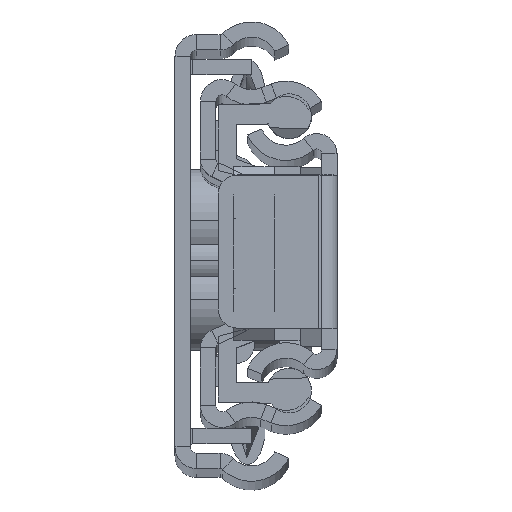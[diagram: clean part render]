
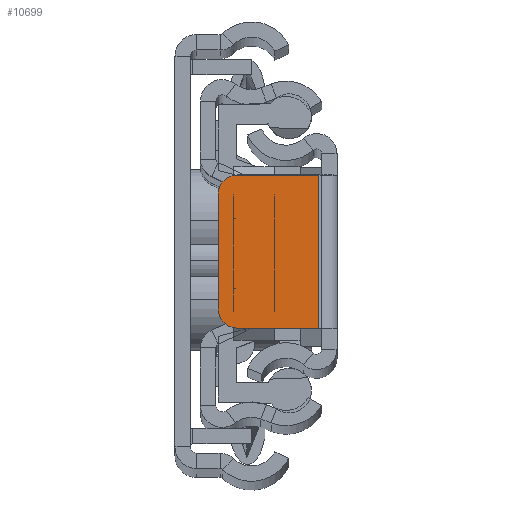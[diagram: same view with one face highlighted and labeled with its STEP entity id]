
A CAD part, top view. The second image highlights one B-rep face of the part: STEP entity #10699.
In plain terms, the highlighted planar face has unit normal (0, 0, 1).
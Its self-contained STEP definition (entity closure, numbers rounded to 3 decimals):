
#411 = DIRECTION ( 'NONE',  ( 1., 0., 0. ) ) ;
#568 = VECTOR ( 'NONE', #411, 1000. ) ;
#578 = VECTOR ( 'NONE', #14273, 1000. ) ;
#1012 = EDGE_CURVE ( 'NONE', #3146, #2872, #3486, .T. ) ;
#1251 = CARTESIAN_POINT ( 'NONE',  ( 0., 6., 0. ) ) ;
#1338 = LINE ( 'NONE', #9537, #13707 ) ;
#1381 = PLANE ( 'NONE',  #18531 ) ;
#1619 = VECTOR ( 'NONE', #18625, 1000. ) ;
#1957 = ORIENTED_EDGE ( 'NONE', *, *, #13869, .T. ) ;
#2571 = VERTEX_POINT ( 'NONE', #20667 ) ;
#2872 = VERTEX_POINT ( 'NONE', #13486 ) ;
#2970 = ORIENTED_EDGE ( 'NONE', *, *, #18255, .T. ) ;
#3079 = DIRECTION ( 'NONE',  ( -1., 0., 0. ) ) ;
#3146 = VERTEX_POINT ( 'NONE', #21064 ) ;
#3340 = EDGE_CURVE ( 'NONE', #11046, #2571, #11273, .T. ) ;
#3486 = LINE ( 'NONE', #13314, #568 ) ;
#4534 = AXIS2_PLACEMENT_3D ( 'NONE', #18006, #4847, #19504 ) ;
#4847 = DIRECTION ( 'NONE',  ( 0., 0., 1. ) ) ;
#4955 = CARTESIAN_POINT ( 'NONE',  ( -7.8, -4.5, 0. ) ) ;
#5467 = CARTESIAN_POINT ( 'NONE',  ( -9.3, 0., 0. ) ) ;
#6837 = ORIENTED_EDGE ( 'NONE', *, *, #13899, .T. ) ;
#7241 = CARTESIAN_POINT ( 'NONE',  ( -9.3, -4.5, 0. ) ) ;
#7867 = CARTESIAN_POINT ( 'NONE',  ( 0., 0., 0. ) ) ;
#8231 = CIRCLE ( 'NONE', #4534, 1.5 ) ;
#8314 = ORIENTED_EDGE ( 'NONE', *, *, #1012, .T. ) ;
#8875 = ORIENTED_EDGE ( 'NONE', *, *, #3340, .T. ) ;
#8913 = EDGE_CURVE ( 'NONE', #11046, #2872, #1338, .T. ) ;
#9477 = FACE_OUTER_BOUND ( 'NONE', #17746, .T. ) ;
#9537 = CARTESIAN_POINT ( 'NONE',  ( -1.45, -6., 0. ) ) ;
#9888 = VERTEX_POINT ( 'NONE', #14254 ) ;
#10699 = ADVANCED_FACE ( 'NONE', ( #9477 ), #1381, .F. ) ;
#11046 = VERTEX_POINT ( 'NONE', #15082 ) ;
#11273 = LINE ( 'NONE', #1251, #578 ) ;
#11350 = DIRECTION ( 'NONE',  ( 0., 0., 1. ) ) ;
#11558 = DIRECTION ( 'NONE',  ( -1., 0., 0. ) ) ;
#11895 = DIRECTION ( 'NONE',  ( 0., -1., 0. ) ) ;
#13314 = CARTESIAN_POINT ( 'NONE',  ( 0., -6., 0. ) ) ;
#13486 = CARTESIAN_POINT ( 'NONE',  ( -1.45, -6., 0. ) ) ;
#13707 = VECTOR ( 'NONE', #11895, 1000. ) ;
#13869 = EDGE_CURVE ( 'NONE', #2571, #9888, #8231, .T. ) ;
#13899 = EDGE_CURVE ( 'NONE', #20758, #3146, #16507, .T. ) ;
#14254 = CARTESIAN_POINT ( 'NONE',  ( -9.3, 4.5, 0. ) ) ;
#14273 = DIRECTION ( 'NONE',  ( -1., 0., 0. ) ) ;
#15082 = CARTESIAN_POINT ( 'NONE',  ( -1.45, 6., 0. ) ) ;
#16507 = CIRCLE ( 'NONE', #19883, 1.5 ) ;
#17735 = DIRECTION ( 'NONE',  ( 0., 0., -1. ) ) ;
#17746 = EDGE_LOOP ( 'NONE', ( #2970, #6837, #8314, #19587, #8875, #1957 ) ) ;
#18006 = CARTESIAN_POINT ( 'NONE',  ( -7.8, 4.5, 0. ) ) ;
#18255 = EDGE_CURVE ( 'NONE', #9888, #20758, #19625, .T. ) ;
#18531 = AXIS2_PLACEMENT_3D ( 'NONE', #7867, #17735, #3079 ) ;
#18625 = DIRECTION ( 'NONE',  ( 0., -1., 0. ) ) ;
#19504 = DIRECTION ( 'NONE',  ( -1., 0., 0. ) ) ;
#19587 = ORIENTED_EDGE ( 'NONE', *, *, #8913, .F. ) ;
#19625 = LINE ( 'NONE', #5467, #1619 ) ;
#19883 = AXIS2_PLACEMENT_3D ( 'NONE', #4955, #11350, #11558 ) ;
#20667 = CARTESIAN_POINT ( 'NONE',  ( -7.8, 6., 0. ) ) ;
#20758 = VERTEX_POINT ( 'NONE', #7241 ) ;
#21064 = CARTESIAN_POINT ( 'NONE',  ( -7.8, -6., 0. ) ) ;
